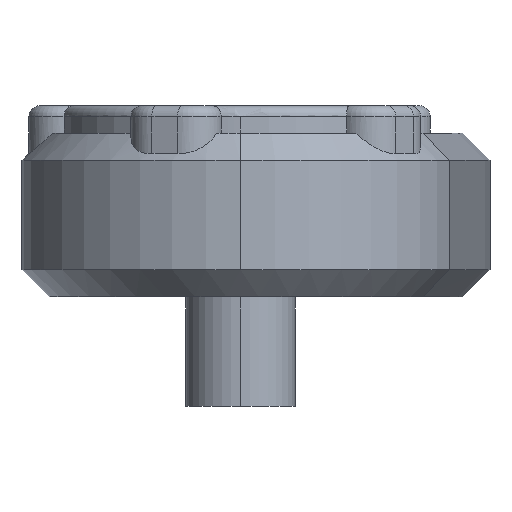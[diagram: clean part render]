
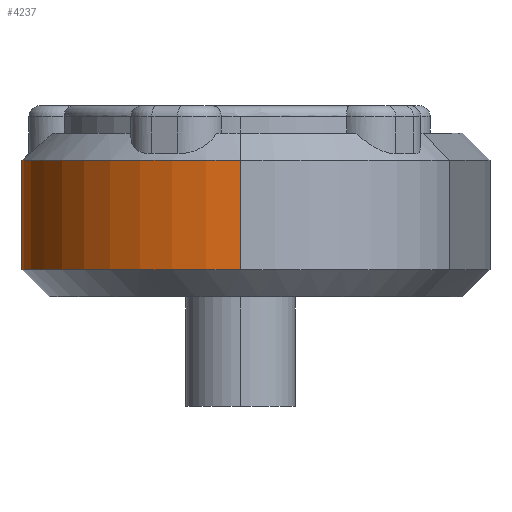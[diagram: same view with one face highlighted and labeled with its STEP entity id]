
A CAD part, left-side view. The second image highlights one B-rep face of the part: STEP entity #4237.
In plain terms, the highlighted cylindrical face has radius 20 mm (diameter 40 mm), a partial arc.
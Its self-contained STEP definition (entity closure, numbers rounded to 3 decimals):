
#48 = AXIS2_PLACEMENT_3D ( 'NONE', #824, #3400, #1270 ) ;
#201 = LINE ( 'NONE', #1466, #2588 ) ;
#341 = ORIENTED_EDGE ( 'NONE', *, *, #1958, .T. ) ;
#383 = LINE ( 'NONE', #3389, #3839 ) ;
#408 = DIRECTION ( 'NONE',  ( -1., 0., 0. ) ) ;
#562 = DIRECTION ( 'NONE',  ( 0., 0., -1. ) ) ;
#585 = CIRCLE ( 'NONE', #48, 20. ) ;
#617 = EDGE_CURVE ( 'NONE', #3809, #4682, #383, .T. ) ;
#824 = CARTESIAN_POINT ( 'NONE',  ( -85., 0., -5. ) ) ;
#892 = ORIENTED_EDGE ( 'NONE', *, *, #2625, .T. ) ;
#1110 = CARTESIAN_POINT ( 'NONE',  ( -84.559, 19.995, -5. ) ) ;
#1117 = EDGE_CURVE ( 'NONE', #4708, #3251, #201, .T. ) ;
#1270 = DIRECTION ( 'NONE',  ( 1., 0., 0. ) ) ;
#1282 = DIRECTION ( 'NONE',  ( 0., 0., -1. ) ) ;
#1333 = ORIENTED_EDGE ( 'NONE', *, *, #617, .F. ) ;
#1466 = CARTESIAN_POINT ( 'NONE',  ( -84.559, 19.995, 7.5 ) ) ;
#1626 = CARTESIAN_POINT ( 'NONE',  ( -85., 0., 7.5 ) ) ;
#1651 = FACE_OUTER_BOUND ( 'NONE', #3718, .T. ) ;
#1958 = EDGE_CURVE ( 'NONE', #3809, #4708, #5179, .T. ) ;
#1993 = ORIENTED_EDGE ( 'NONE', *, *, #1117, .T. ) ;
#2291 = CARTESIAN_POINT ( 'NONE',  ( -84.559, 19.995, 5. ) ) ;
#2588 = VECTOR ( 'NONE', #3536, 1000. ) ;
#2625 = EDGE_CURVE ( 'NONE', #3251, #4682, #585, .T. ) ;
#2684 = DIRECTION ( 'NONE',  ( 1., 0., 0. ) ) ;
#3251 = VERTEX_POINT ( 'NONE', #1110 ) ;
#3389 = CARTESIAN_POINT ( 'NONE',  ( -105., 0., 7.5 ) ) ;
#3400 = DIRECTION ( 'NONE',  ( 0., 0., 1. ) ) ;
#3536 = DIRECTION ( 'NONE',  ( 0., 0., -1. ) ) ;
#3718 = EDGE_LOOP ( 'NONE', ( #1333, #341, #1993, #892 ) ) ;
#3809 = VERTEX_POINT ( 'NONE', #5112 ) ;
#3839 = VECTOR ( 'NONE', #1282, 1000. ) ;
#3969 = AXIS2_PLACEMENT_3D ( 'NONE', #1626, #4214, #408 ) ;
#4182 = AXIS2_PLACEMENT_3D ( 'NONE', #4838, #562, #2684 ) ;
#4214 = DIRECTION ( 'NONE',  ( 0., 0., -1. ) ) ;
#4237 = ADVANCED_FACE ( 'NONE', ( #1651 ), #5048, .T. ) ;
#4682 = VERTEX_POINT ( 'NONE', #4751 ) ;
#4708 = VERTEX_POINT ( 'NONE', #2291 ) ;
#4751 = CARTESIAN_POINT ( 'NONE',  ( -105., 0., -5. ) ) ;
#4838 = CARTESIAN_POINT ( 'NONE',  ( -85., 0., 5. ) ) ;
#5048 = CYLINDRICAL_SURFACE ( 'NONE', #3969, 20. ) ;
#5112 = CARTESIAN_POINT ( 'NONE',  ( -105., 0., 5. ) ) ;
#5179 = CIRCLE ( 'NONE', #4182, 20. ) ;
